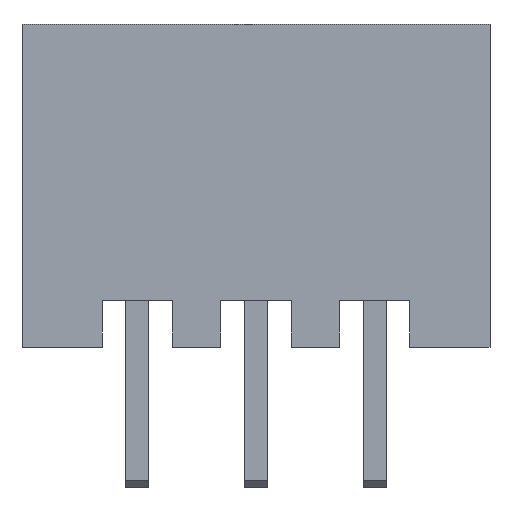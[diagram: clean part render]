
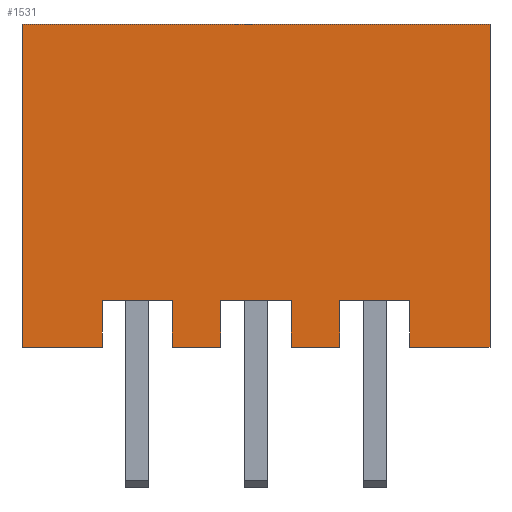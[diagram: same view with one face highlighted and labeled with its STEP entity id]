
A CAD part, left-side view. The second image highlights one B-rep face of the part: STEP entity #1531.
In plain terms, the highlighted planar face has unit normal (-1, 0, 0).
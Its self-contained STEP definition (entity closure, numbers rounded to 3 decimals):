
#101=FACE_OUTER_BOUND('',#182,.T.);
#182=EDGE_LOOP('',(#1339,#1340,#1341,#1342,#1343,#1344,#1345,#1346,#1347,
#1348,#1349,#1350,#1351,#1352,#1353,#1354));
#264=LINE('',#2157,#474);
#266=LINE('',#2163,#476);
#269=LINE('',#2168,#479);
#278=LINE('',#2186,#488);
#280=LINE('',#2192,#490);
#283=LINE('',#2197,#493);
#292=LINE('',#2215,#502);
#294=LINE('',#2221,#504);
#297=LINE('',#2226,#507);
#318=LINE('',#2268,#528);
#321=LINE('',#2273,#531);
#323=LINE('',#2276,#533);
#327=LINE('',#2283,#537);
#386=LINE('',#2401,#596);
#397=LINE('',#2422,#607);
#398=LINE('',#2423,#608);
#474=VECTOR('',#1769,10.);
#476=VECTOR('',#1773,10.);
#479=VECTOR('',#1778,10.);
#488=VECTOR('',#1789,10.);
#490=VECTOR('',#1793,10.);
#493=VECTOR('',#1798,10.);
#502=VECTOR('',#1809,10.);
#504=VECTOR('',#1813,10.);
#507=VECTOR('',#1818,10.);
#528=VECTOR('',#1853,10.);
#531=VECTOR('',#1858,10.);
#533=VECTOR('',#1862,10.);
#537=VECTOR('',#1868,10.);
#596=VECTOR('',#1965,10.);
#607=VECTOR('',#1990,10.);
#608=VECTOR('',#1991,10.);
#658=VERTEX_POINT('',#2151);
#660=VERTEX_POINT('',#2155);
#661=VERTEX_POINT('',#2159);
#663=VERTEX_POINT('',#2162);
#670=VERTEX_POINT('',#2180);
#672=VERTEX_POINT('',#2184);
#673=VERTEX_POINT('',#2188);
#675=VERTEX_POINT('',#2191);
#682=VERTEX_POINT('',#2209);
#684=VERTEX_POINT('',#2213);
#685=VERTEX_POINT('',#2217);
#687=VERTEX_POINT('',#2220);
#702=VERTEX_POINT('',#2267);
#705=VERTEX_POINT('',#2281);
#744=VERTEX_POINT('',#2398);
#745=VERTEX_POINT('',#2400);
#824=EDGE_CURVE('',#658,#660,#264,.T.);
#826=EDGE_CURVE('',#663,#661,#266,.T.);
#829=EDGE_CURVE('',#660,#663,#269,.T.);
#838=EDGE_CURVE('',#670,#672,#278,.T.);
#840=EDGE_CURVE('',#675,#673,#280,.T.);
#843=EDGE_CURVE('',#672,#675,#283,.T.);
#852=EDGE_CURVE('',#682,#684,#292,.T.);
#854=EDGE_CURVE('',#687,#685,#294,.T.);
#857=EDGE_CURVE('',#684,#687,#297,.T.);
#878=EDGE_CURVE('',#682,#702,#318,.T.);
#881=EDGE_CURVE('',#670,#685,#321,.T.);
#883=EDGE_CURVE('',#658,#673,#323,.T.);
#887=EDGE_CURVE('',#705,#661,#327,.T.);
#946=EDGE_CURVE('',#744,#745,#386,.T.);
#957=EDGE_CURVE('',#705,#745,#397,.T.);
#958=EDGE_CURVE('',#702,#744,#398,.T.);
#1339=ORIENTED_EDGE('',*,*,#826,.T.);
#1340=ORIENTED_EDGE('',*,*,#887,.F.);
#1341=ORIENTED_EDGE('',*,*,#957,.T.);
#1342=ORIENTED_EDGE('',*,*,#946,.F.);
#1343=ORIENTED_EDGE('',*,*,#958,.F.);
#1344=ORIENTED_EDGE('',*,*,#878,.F.);
#1345=ORIENTED_EDGE('',*,*,#852,.T.);
#1346=ORIENTED_EDGE('',*,*,#857,.T.);
#1347=ORIENTED_EDGE('',*,*,#854,.T.);
#1348=ORIENTED_EDGE('',*,*,#881,.F.);
#1349=ORIENTED_EDGE('',*,*,#838,.T.);
#1350=ORIENTED_EDGE('',*,*,#843,.T.);
#1351=ORIENTED_EDGE('',*,*,#840,.T.);
#1352=ORIENTED_EDGE('',*,*,#883,.F.);
#1353=ORIENTED_EDGE('',*,*,#824,.T.);
#1354=ORIENTED_EDGE('',*,*,#829,.T.);
#1453=PLANE('',#1626);
#1531=ADVANCED_FACE('',(#101),#1453,.T.);
#1626=AXIS2_PLACEMENT_3D('',#2421,#1988,#1989);
#1769=DIRECTION('',(0.,0.,1.));
#1773=DIRECTION('',(0.,0.,-1.));
#1778=DIRECTION('',(0.,-1.,0.));
#1789=DIRECTION('',(0.,0.,1.));
#1793=DIRECTION('',(0.,0.,-1.));
#1798=DIRECTION('',(0.,-1.,0.));
#1809=DIRECTION('',(0.,0.,1.));
#1813=DIRECTION('',(0.,0.,-1.));
#1818=DIRECTION('',(0.,-1.,0.));
#1853=DIRECTION('',(0.,1.,0.));
#1858=DIRECTION('',(0.,1.,0.));
#1862=DIRECTION('',(0.,1.,0.));
#1868=DIRECTION('',(0.,1.,0.));
#1965=DIRECTION('',(0.,-1.,0.));
#1988=DIRECTION('center_axis',(-1.,0.,0.));
#1989=DIRECTION('ref_axis',(0.,-1.,0.));
#1990=DIRECTION('',(0.,0.,1.));
#1991=DIRECTION('',(0.,0.,1.));
#2151=CARTESIAN_POINT('',(-2.5,-1.79,0.));
#2155=CARTESIAN_POINT('',(-2.5,-1.79,1.));
#2157=CARTESIAN_POINT('',(-2.5,-1.79,0.));
#2159=CARTESIAN_POINT('',(-2.5,-3.29,0.));
#2162=CARTESIAN_POINT('',(-2.5,-3.29,1.));
#2163=CARTESIAN_POINT('',(-2.5,-3.29,0.));
#2168=CARTESIAN_POINT('',(-2.5,1.23,1.));
#2180=CARTESIAN_POINT('',(-2.5,0.75,0.));
#2184=CARTESIAN_POINT('',(-2.5,0.75,1.));
#2186=CARTESIAN_POINT('',(-2.5,0.75,0.));
#2188=CARTESIAN_POINT('',(-2.5,-0.75,0.));
#2191=CARTESIAN_POINT('',(-2.5,-0.75,1.));
#2192=CARTESIAN_POINT('',(-2.5,-0.75,0.));
#2197=CARTESIAN_POINT('',(-2.5,2.5,1.));
#2209=CARTESIAN_POINT('',(-2.5,3.29,0.));
#2213=CARTESIAN_POINT('',(-2.5,3.29,1.));
#2215=CARTESIAN_POINT('',(-2.5,3.29,0.));
#2217=CARTESIAN_POINT('',(-2.5,1.79,0.));
#2220=CARTESIAN_POINT('',(-2.5,1.79,1.));
#2221=CARTESIAN_POINT('',(-2.5,1.79,0.));
#2226=CARTESIAN_POINT('',(-2.5,3.77,1.));
#2267=CARTESIAN_POINT('',(-2.5,5.,0.));
#2268=CARTESIAN_POINT('',(-2.5,-5.,0.));
#2273=CARTESIAN_POINT('',(-2.5,-5.,0.));
#2276=CARTESIAN_POINT('',(-2.5,-5.,0.));
#2281=CARTESIAN_POINT('',(-2.5,-5.,0.));
#2283=CARTESIAN_POINT('',(-2.5,-5.,0.));
#2398=CARTESIAN_POINT('',(-2.5,5.,6.9));
#2400=CARTESIAN_POINT('',(-2.5,-5.,6.9));
#2401=CARTESIAN_POINT('',(-2.5,5.,6.9));
#2421=CARTESIAN_POINT('Origin',(-2.5,5.,0.));
#2422=CARTESIAN_POINT('',(-2.5,-5.,0.));
#2423=CARTESIAN_POINT('',(-2.5,5.,0.));
